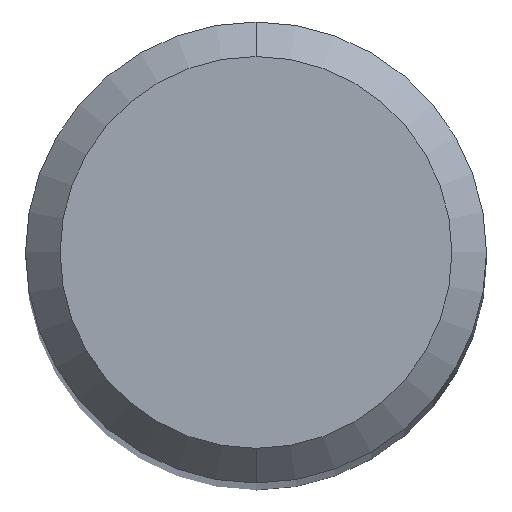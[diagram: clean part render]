
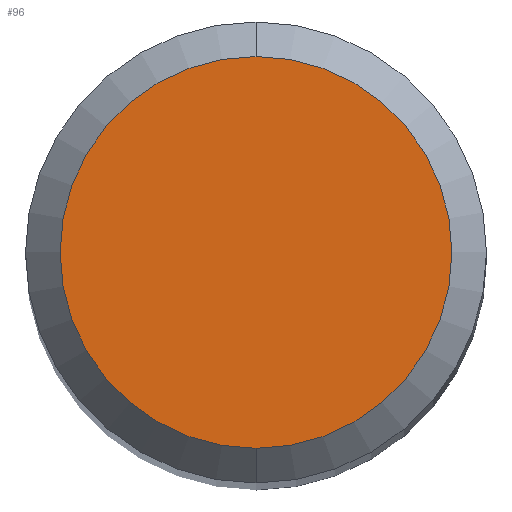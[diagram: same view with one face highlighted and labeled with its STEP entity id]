
A CAD part, top view. The second image highlights one B-rep face of the part: STEP entity #96.
In plain terms, the highlighted planar face has unit normal (0, 0, 1).
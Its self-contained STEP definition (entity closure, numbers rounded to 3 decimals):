
#96=ADVANCED_FACE('',(#234),#235,.T.);
#106=VERTEX_POINT('',#246);
#154=VERTEX_POINT('',#301);
#204=EDGE_CURVE('',#154,#106,#357,.T.);
#206=EDGE_CURVE('',#106,#154,#359,.T.);
#234=FACE_OUTER_BOUND('',#380,.T.);
#235=PLANE('',#381);
#246=CARTESIAN_POINT('',(0.0,1.7,0.01));
#301=CARTESIAN_POINT('',(0.,-1.7,0.01));
#357=CIRCLE('',#534,1.7);
#359=CIRCLE('',#537,1.7);
#380=EDGE_LOOP('',(#554,#555));
#381=AXIS2_PLACEMENT_3D('',#556,#557,#558);
#534=AXIS2_PLACEMENT_3D('',#705,#706,#707);
#537=AXIS2_PLACEMENT_3D('',#708,#709,#710);
#554=ORIENTED_EDGE('',*,*,#206,.F.);
#555=ORIENTED_EDGE('',*,*,#204,.F.);
#556=CARTESIAN_POINT('',(0.0,0.85,0.01));
#557=DIRECTION('',(-0.0,0.0,1.0));
#558=DIRECTION('',(0.0,-1.0,0.0));
#705=CARTESIAN_POINT('',(0.0,0.0,0.01));
#706=DIRECTION('',(0.0,0.0,-1.0));
#707=DIRECTION('',(0.0,1.0,0.0));
#708=CARTESIAN_POINT('',(0.0,0.0,0.01));
#709=DIRECTION('',(0.0,0.0,-1.0));
#710=DIRECTION('',(0.0,1.0,0.0));
